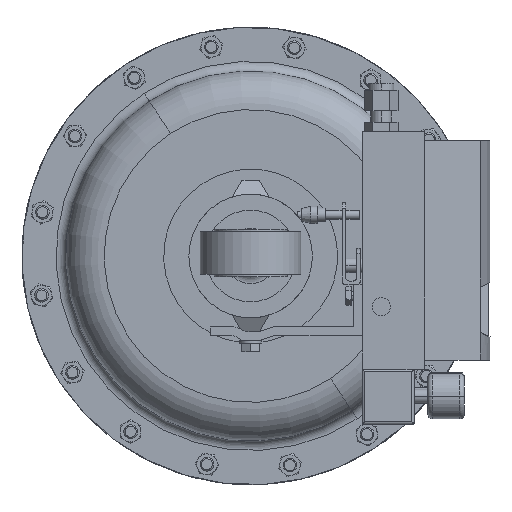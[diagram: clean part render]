
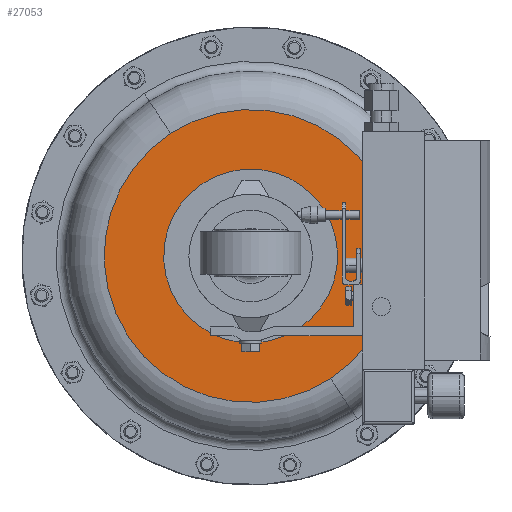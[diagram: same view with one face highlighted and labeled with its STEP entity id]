
A CAD part, front view. The second image highlights one B-rep face of the part: STEP entity #27053.
In plain terms, the highlighted planar face has unit normal (0, -1, 0).
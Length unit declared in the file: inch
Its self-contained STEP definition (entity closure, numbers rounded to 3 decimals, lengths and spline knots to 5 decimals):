
#17 = CIRCLE ( 'NONE', #17253, 4. ) ;
#114 = CARTESIAN_POINT ( 'NONE',  ( 0., 7.4225, 0.5 ) ) ;
#176 = CARTESIAN_POINT ( 'NONE',  ( 1.73029, 7.4225, 2.12687 ) ) ;
#465 = VERTEX_POINT ( 'NONE', #31644 ) ;
#640 = VERTEX_POINT ( 'NONE', #14505 ) ;
#1773 = DIRECTION ( 'NONE',  ( 0.547, 0., -0.837 ) ) ;
#1799 = EDGE_LOOP ( 'NONE', ( #19196, #27718 ) ) ;
#2631 = DIRECTION ( 'NONE',  ( 0.729, 0., 0.685 ) ) ;
#2677 = AXIS2_PLACEMENT_3D ( 'NONE', #13710, #18766, #3683 ) ;
#3683 = DIRECTION ( 'NONE',  ( -0.547, 0., 0.837 ) ) ;
#6376 = VERTEX_POINT ( 'NONE', #176 ) ;
#8047 = FACE_OUTER_BOUND ( 'NONE', #11831, .T. ) ;
#8116 = VERTEX_POINT ( 'NONE', #27093 ) ;
#8794 = DIRECTION ( 'NONE',  ( 0., 1., 0. ) ) ;
#9464 = AXIS2_PLACEMENT_3D ( 'NONE', #32049, #16853, #1773 ) ;
#9705 = EDGE_CURVE ( 'NONE', #465, #640, #31105, .T. ) ;
#11831 = EDGE_LOOP ( 'NONE', ( #13563, #28638 ) ) ;
#12019 = DIRECTION ( 'NONE',  ( 0., 1., 0. ) ) ;
#12674 = AXIS2_PLACEMENT_3D ( 'NONE', #114, #17734, #2631 ) ;
#13198 = FACE_BOUND ( 'NONE', #1799, .T. ) ;
#13563 = ORIENTED_EDGE ( 'NONE', *, *, #17120, .F. ) ;
#13710 = CARTESIAN_POINT ( 'NONE',  ( -3.34868, 7.4225, -1.68778 ) ) ;
#13775 = AXIS2_PLACEMENT_3D ( 'NONE', #27136, #12019, #29718 ) ;
#13860 = CIRCLE ( 'NONE', #12674, 2.375 ) ;
#14505 = CARTESIAN_POINT ( 'NONE',  ( 2.18778, 7.4225, -2.84868 ) ) ;
#16853 = DIRECTION ( 'NONE',  ( 0., 1., 0. ) ) ;
#17120 = EDGE_CURVE ( 'NONE', #640, #465, #17, .T. ) ;
#17253 = AXIS2_PLACEMENT_3D ( 'NONE', #23873, #8794, #26459 ) ;
#17734 = DIRECTION ( 'NONE',  ( 0., 1., 0. ) ) ;
#18766 = DIRECTION ( 'NONE',  ( 0., -1., 0. ) ) ;
#19196 = ORIENTED_EDGE ( 'NONE', *, *, #29895, .T. ) ;
#22036 = EDGE_CURVE ( 'NONE', #6376, #8116, #31837, .T. ) ;
#23873 = CARTESIAN_POINT ( 'NONE',  ( 0., 7.4225, 0.5 ) ) ;
#26459 = DIRECTION ( 'NONE',  ( 0.547, 0., -0.837 ) ) ;
#27053 = ADVANCED_FACE ( 'NONE', ( #8047, #13198 ), #31319, .T. ) ;
#27093 = CARTESIAN_POINT ( 'NONE',  ( -1.73029, 7.4225, -1.12687 ) ) ;
#27136 = CARTESIAN_POINT ( 'NONE',  ( 0., 7.4225, 0.5 ) ) ;
#27718 = ORIENTED_EDGE ( 'NONE', *, *, #22036, .T. ) ;
#28638 = ORIENTED_EDGE ( 'NONE', *, *, #9705, .F. ) ;
#29718 = DIRECTION ( 'NONE',  ( 0.729, 0., 0.685 ) ) ;
#29895 = EDGE_CURVE ( 'NONE', #8116, #6376, #13860, .T. ) ;
#31105 = CIRCLE ( 'NONE', #9464, 4. ) ;
#31319 = PLANE ( 'NONE',  #2677 ) ;
#31644 = CARTESIAN_POINT ( 'NONE',  ( -2.18778, 7.4225, 3.84868 ) ) ;
#31837 = CIRCLE ( 'NONE', #13775, 2.375 ) ;
#32049 = CARTESIAN_POINT ( 'NONE',  ( 0., 7.4225, 0.5 ) ) ;
